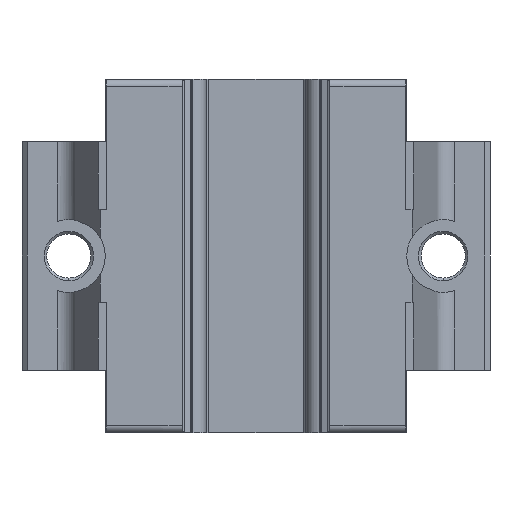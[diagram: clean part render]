
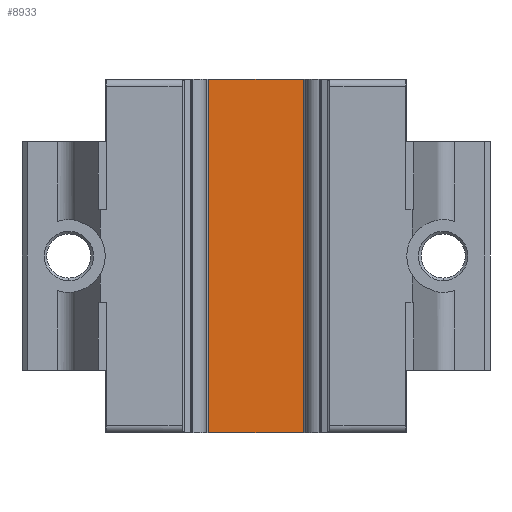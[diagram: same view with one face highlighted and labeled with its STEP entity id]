
A CAD part, front view. The second image highlights one B-rep face of the part: STEP entity #8933.
In plain terms, the highlighted planar face has unit normal (0, -1, 0).
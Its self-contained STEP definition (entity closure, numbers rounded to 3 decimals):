
#283 = FACE_OUTER_BOUND ( 'NONE', #12388, .T. ) ;
#415 = EDGE_CURVE ( 'NONE', #15008, #15071, #11569, .T. ) ;
#567 = EDGE_CURVE ( 'NONE', #19264, #19248, #11317, .T. ) ;
#662 = EDGE_CURVE ( 'NONE', #19248, #15008, #6652, .T. ) ;
#665 = EDGE_CURVE ( 'NONE', #19264, #15071, #6746, .T. ) ;
#6370 = DIRECTION ( 'NONE',  ( -1., 0., 0. ) ) ;
#6372 = CARTESIAN_POINT ( 'NONE',  ( 10.434, 20.4, 33.95 ) ) ;
#6626 = VECTOR ( 'NONE', #12682, 1000. ) ;
#6652 = LINE ( 'NONE', #12619, #6626 ) ;
#6677 = VECTOR ( 'NONE', #13575, 1000. ) ;
#6746 = LINE ( 'NONE', #13576, #6677 ) ;
#6906 = CARTESIAN_POINT ( 'NONE',  ( 10.434, 20.4, 33.95 ) ) ;
#6967 = CARTESIAN_POINT ( 'NONE',  ( -10.434, 20.4, 33.95 ) ) ;
#8933 = ADVANCED_FACE ( 'NONE', ( #283 ), #16987, .F. ) ;
#11313 = VECTOR ( 'NONE', #14925, 1000. ) ;
#11317 = LINE ( 'NONE', #14927, #11313 ) ;
#11569 = LINE ( 'NONE', #6372, #11674 ) ;
#11674 = VECTOR ( 'NONE', #6370, 1000. ) ;
#12388 = EDGE_LOOP ( 'NONE', ( #13843, #14184, #13903, #13901 ) ) ;
#12619 = CARTESIAN_POINT ( 'NONE',  ( 10.434, 20.4, -34. ) ) ;
#12682 = DIRECTION ( 'NONE',  ( 0., 0., 1. ) ) ;
#13575 = DIRECTION ( 'NONE',  ( 0., 0., 1. ) ) ;
#13576 = CARTESIAN_POINT ( 'NONE',  ( -10.434, 20.4, -34. ) ) ;
#13843 = ORIENTED_EDGE ( 'NONE', *, *, #567, .T. ) ;
#13901 = ORIENTED_EDGE ( 'NONE', *, *, #665, .F. ) ;
#13903 = ORIENTED_EDGE ( 'NONE', *, *, #415, .T. ) ;
#14184 = ORIENTED_EDGE ( 'NONE', *, *, #662, .T. ) ;
#14925 = DIRECTION ( 'NONE',  ( 1., 0., 0. ) ) ;
#14927 = CARTESIAN_POINT ( 'NONE',  ( 29., 20.4, -33.95 ) ) ;
#15008 = VERTEX_POINT ( 'NONE', #6906 ) ;
#15071 = VERTEX_POINT ( 'NONE', #6967 ) ;
#16697 = AXIS2_PLACEMENT_3D ( 'NONE', #16985, #16991, #16993 ) ;
#16985 = CARTESIAN_POINT ( 'NONE',  ( 10.434, 20.4, -34. ) ) ;
#16987 = PLANE ( 'NONE',  #16697 ) ;
#16991 = DIRECTION ( 'NONE',  ( 0., 1., 0. ) ) ;
#16993 = DIRECTION ( 'NONE',  ( -1., 0., 0. ) ) ;
#17975 = CARTESIAN_POINT ( 'NONE',  ( 10.434, 20.4, -33.95 ) ) ;
#17986 = CARTESIAN_POINT ( 'NONE',  ( -10.434, 20.4, -33.95 ) ) ;
#19248 = VERTEX_POINT ( 'NONE', #17975 ) ;
#19264 = VERTEX_POINT ( 'NONE', #17986 ) ;
